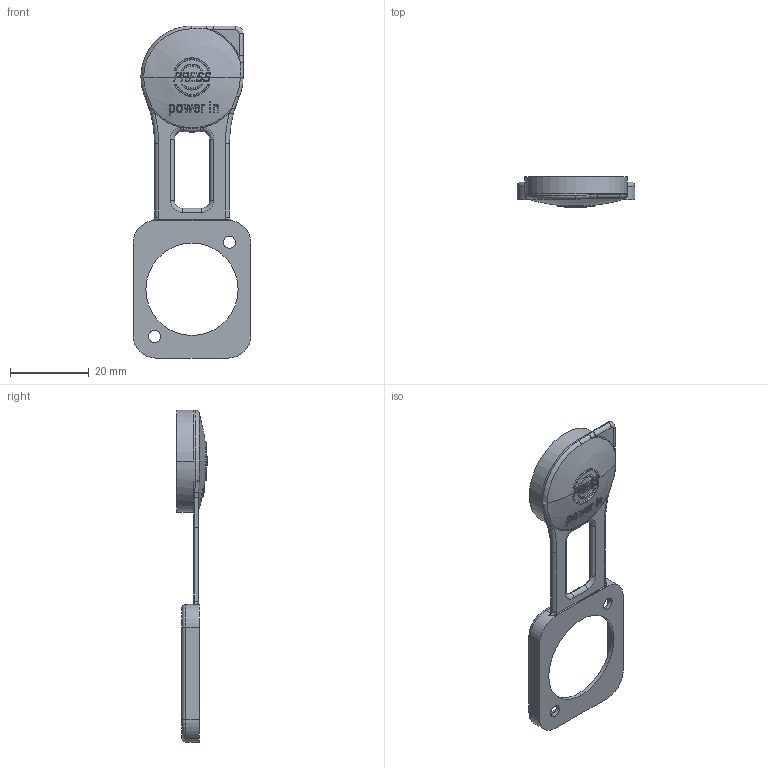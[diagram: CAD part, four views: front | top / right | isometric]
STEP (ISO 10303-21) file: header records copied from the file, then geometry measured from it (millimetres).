
FILE_DESCRIPTION((''),'2;1');
FILE_NAME('024-UPDATE-1130','2022-01-17T11:44:46',('lwb'),(''),'CREO PARAMETRIC BY PTC INC, 2018050','CREO PARAMETRIC BY PTC INC, 2018050','');
FILE_SCHEMA(('CONFIG_CONTROL_DESIGN'));
Length unit declared in the file: millimetre
Products named in the file (1): 024-UPDATE-1130
Bounding box: 30 x 7.8 x 84.5 mm (x, y, z)
Volume: 3488.2 mm3; surface area: 4618.1 mm2
Topology: 1 solids, 1 shells, 425 faces, 1197 edges, 785 vertices
Faces by surface type: plane 245, extrusion 59, cylinder 46, sphere 27, torus 23, bspline 17, cone 8
Entity records: 15487 total; most frequent: CARTESIAN_POINT 4262, DIRECTION 2419, ORIENTED_EDGE 2382, EDGE_CURVE 1191, AXIS2_PLACEMENT_3D 1000, VERTEX_POINT 785, CIRCLE 651, EDGE_LOOP 450
